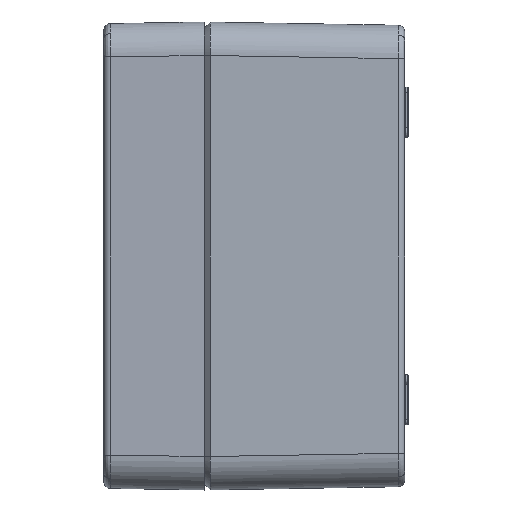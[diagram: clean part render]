
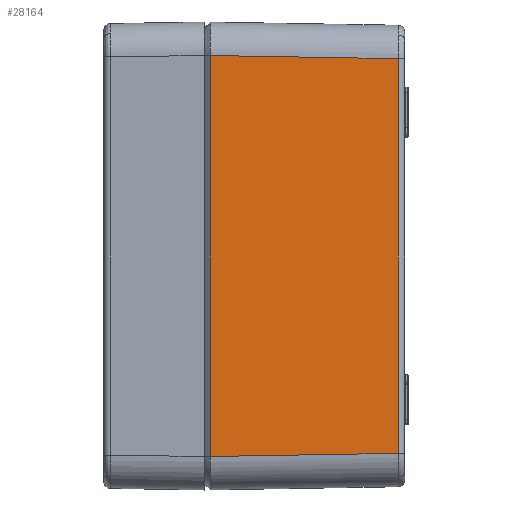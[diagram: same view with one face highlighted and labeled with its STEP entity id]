
A CAD part, left-side view. The second image highlights one B-rep face of the part: STEP entity #28164.
In plain terms, the highlighted planar face has unit normal (-1, -0.017, 0).
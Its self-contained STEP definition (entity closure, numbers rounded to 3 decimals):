
#1908 = VERTEX_POINT ( 'NONE', #6166 ) ;
#2861 = VECTOR ( 'NONE', #17102, 1000. ) ;
#2862 = VECTOR ( 'NONE', #17118, 1000. ) ;
#2863 = VECTOR ( 'NONE', #17120, 1000. ) ;
#2864 = VECTOR ( 'NONE', #17122, 1000. ) ;
#4596 = EDGE_LOOP ( 'NONE', ( #25600, #25602, #25601, #25603 ) ) ;
#6166 = CARTESIAN_POINT ( 'NONE',  ( -69.033, -58.033, 59.034 ) ) ;
#8233 = LINE ( 'NONE', #17101, #2861 ) ;
#8235 = LINE ( 'NONE', #17117, #2862 ) ;
#8238 = LINE ( 'NONE', #17119, #2863 ) ;
#8240 = LINE ( 'NONE', #17121, #2864 ) ;
#17101 = CARTESIAN_POINT ( 'NONE',  ( -69.964, -2.165, 59.965 ) ) ;
#17102 = DIRECTION ( 'NONE',  ( -0.017, 1., 0.017 ) ) ;
#17117 = CARTESIAN_POINT ( 'NONE',  ( -69.033, -58.033, 59.001 ) ) ;
#17118 = DIRECTION ( 'NONE',  ( 0., 0., 1. ) ) ;
#17119 = CARTESIAN_POINT ( 'NONE',  ( -70.003, 0.167, -60.004 ) ) ;
#17120 = DIRECTION ( 'NONE',  ( 0.017, -1., 0.017 ) ) ;
#17121 = CARTESIAN_POINT ( 'NONE',  ( -69.97, -1.8, -70. ) ) ;
#17122 = DIRECTION ( 'NONE',  ( 0., 0., -1. ) ) ;
#18093 = VERTEX_POINT ( 'NONE', #18701 ) ;
#18094 = VERTEX_POINT ( 'NONE', #18702 ) ;
#18095 = VERTEX_POINT ( 'NONE', #18703 ) ;
#18701 = CARTESIAN_POINT ( 'NONE',  ( -69.97, -1.8, 59.971 ) ) ;
#18702 = CARTESIAN_POINT ( 'NONE',  ( -69.97, -1.8, -59.971 ) ) ;
#18703 = CARTESIAN_POINT ( 'NONE',  ( -69.033, -58.033, -59.034 ) ) ;
#20872 = EDGE_CURVE ( 'NONE', #1908, #18093, #8233, .T. ) ;
#20875 = EDGE_CURVE ( 'NONE', #18095, #1908, #8235, .T. ) ;
#20876 = EDGE_CURVE ( 'NONE', #18094, #18095, #8238, .T. ) ;
#20877 = EDGE_CURVE ( 'NONE', #18093, #18094, #8240, .T. ) ;
#24010 = FACE_OUTER_BOUND ( 'NONE', #4596, .T. ) ;
#25600 = ORIENTED_EDGE ( 'NONE', *, *, #20876, .T. ) ;
#25601 = ORIENTED_EDGE ( 'NONE', *, *, #20872, .T. ) ;
#25602 = ORIENTED_EDGE ( 'NONE', *, *, #20875, .T. ) ;
#25603 = ORIENTED_EDGE ( 'NONE', *, *, #20877, .T. ) ;
#28164 = ADVANCED_FACE ( 'NONE', ( #24010 ), #32371, .T. ) ;
#32371 = PLANE ( 'NONE',  #32943 ) ;
#32372 = CARTESIAN_POINT ( 'NONE',  ( -70., 0., -70. ) ) ;
#32373 = DIRECTION ( 'NONE',  ( -1., -0.017, 0. ) ) ;
#32374 = DIRECTION ( 'NONE',  ( 0.017, -1., 0. ) ) ;
#32943 = AXIS2_PLACEMENT_3D ( 'NONE', #32372, #32373, #32374 ) ;
